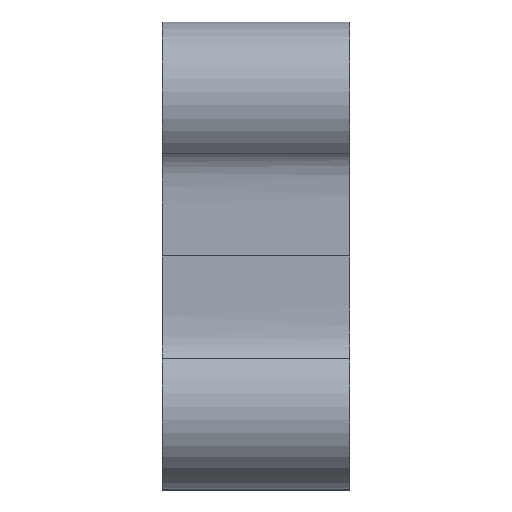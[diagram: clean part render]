
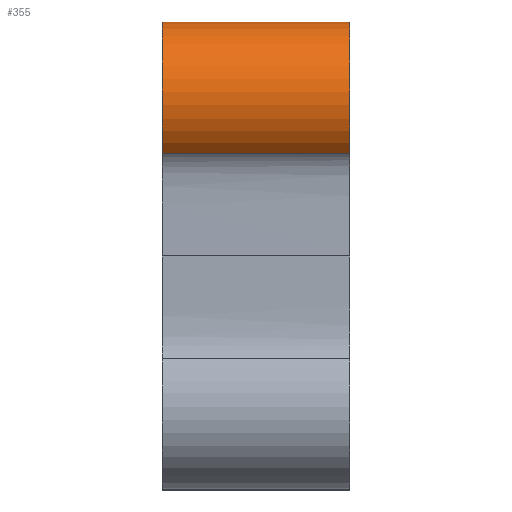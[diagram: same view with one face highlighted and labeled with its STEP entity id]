
A CAD part, front view. The second image highlights one B-rep face of the part: STEP entity #355.
In plain terms, the highlighted cylindrical face has radius 3.283 mm (diameter 6.565 mm), a partial arc.
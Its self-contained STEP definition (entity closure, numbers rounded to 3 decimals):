
#48=FACE_OUTER_BOUND('',#69,.T.);
#69=EDGE_LOOP('',(#243,#244,#245,#246));
#100=LINE('',#522,#119);
#101=LINE('',#525,#120);
#119=VECTOR('',#431,10.);
#120=VECTOR('',#434,10.);
#138=CIRCLE('',#391,3.282);
#139=CIRCLE('',#392,3.282);
#158=VERTEX_POINT('',#518);
#159=VERTEX_POINT('',#519);
#160=VERTEX_POINT('',#521);
#161=VERTEX_POINT('',#523);
#192=EDGE_CURVE('',#158,#159,#138,.T.);
#193=EDGE_CURVE('',#159,#160,#100,.T.);
#194=EDGE_CURVE('',#160,#161,#139,.T.);
#195=EDGE_CURVE('',#158,#161,#101,.T.);
#243=ORIENTED_EDGE('',*,*,#192,.T.);
#244=ORIENTED_EDGE('',*,*,#193,.T.);
#245=ORIENTED_EDGE('',*,*,#194,.T.);
#246=ORIENTED_EDGE('',*,*,#195,.F.);
#345=CYLINDRICAL_SURFACE('',#390,3.282);
#355=ADVANCED_FACE('',(#48),#345,.T.);
#390=AXIS2_PLACEMENT_3D('',#517,#427,#428);
#391=AXIS2_PLACEMENT_3D('',#520,#429,#430);
#392=AXIS2_PLACEMENT_3D('',#524,#432,#433);
#427=DIRECTION('center_axis',(1.,0.,0.));
#428=DIRECTION('ref_axis',(0.,-0.707,0.707));
#429=DIRECTION('center_axis',(-1.,0.,0.));
#430=DIRECTION('ref_axis',(0.,1.,0.));
#431=DIRECTION('',(-1.,0.,0.));
#432=DIRECTION('center_axis',(1.,0.,0.));
#433=DIRECTION('ref_axis',(0.,1.,0.));
#434=DIRECTION('',(-1.,0.,0.));
#517=CARTESIAN_POINT('Origin',(4.,-16.718,6.718));
#518=CARTESIAN_POINT('',(4.,-19.039,4.396));
#519=CARTESIAN_POINT('',(4.,-14.396,9.039));
#520=CARTESIAN_POINT('Origin',(4.,-16.718,6.718));
#521=CARTESIAN_POINT('',(-4.,-14.396,9.039));
#522=CARTESIAN_POINT('',(4.,-14.396,9.039));
#523=CARTESIAN_POINT('',(-4.,-19.039,4.396));
#524=CARTESIAN_POINT('Origin',(-4.,-16.718,6.718));
#525=CARTESIAN_POINT('',(4.,-19.039,4.396));
